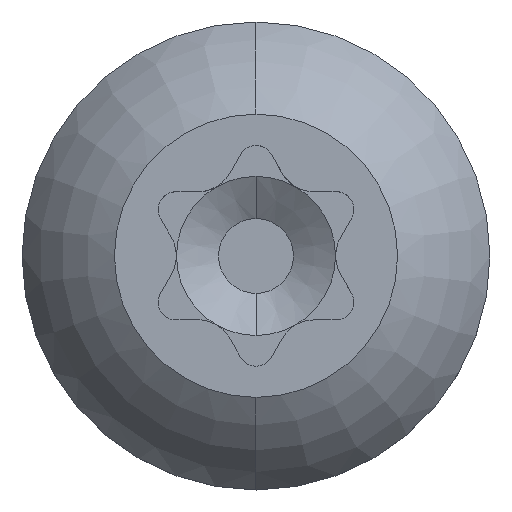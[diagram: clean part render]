
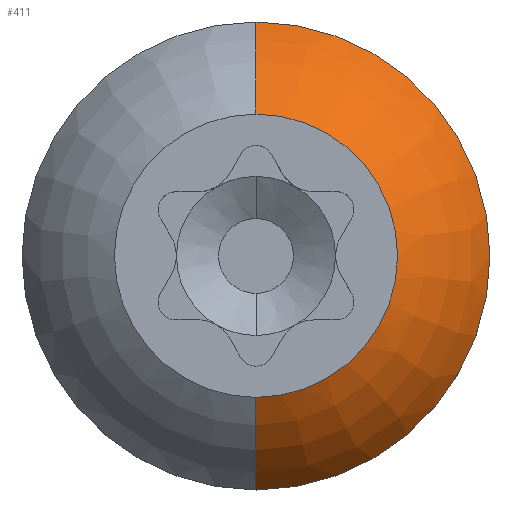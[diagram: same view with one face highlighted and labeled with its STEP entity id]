
A CAD part, top view. The second image highlights one B-rep face of the part: STEP entity #411.
In plain terms, the highlighted toroidal (fillet/blend) face has major radius 0.63 mm and minor radius 10 mm.
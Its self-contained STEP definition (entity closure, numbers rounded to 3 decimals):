
#27 = DIRECTION ( 'NONE',  ( 0., 0., 1. ) ) ;
#32 = DIRECTION ( 'NONE',  ( 0., 0., -1. ) ) ;
#42 = VERTEX_POINT ( 'NONE', #1279 ) ;
#136 = AXIS2_PLACEMENT_3D ( 'NONE', #1625, #791, #162 ) ;
#162 = DIRECTION ( 'NONE',  ( 0., 1., 0. ) ) ;
#219 = ORIENTED_EDGE ( 'NONE', *, *, #1271, .F. ) ;
#321 = DIRECTION ( 'NONE',  ( 0., 1., 0. ) ) ;
#411 = ADVANCED_FACE ( 'NONE', ( #1109 ), #1593, .T. ) ;
#418 = DIRECTION ( 'NONE',  ( 1., 0., 0. ) ) ;
#469 = CIRCLE ( 'NONE', #1702, 10. ) ;
#542 = DIRECTION ( 'NONE',  ( -1., 0., 0. ) ) ;
#574 = AXIS2_PLACEMENT_3D ( 'NONE', #1620, #542, #27 ) ;
#606 = VERTEX_POINT ( 'NONE', #1549 ) ;
#645 = CARTESIAN_POINT ( 'NONE',  ( 0., 0., 2.028 ) ) ;
#659 = CARTESIAN_POINT ( 'NONE',  ( 0., -0.63, -2.59 ) ) ;
#665 = AXIS2_PLACEMENT_3D ( 'NONE', #1378, #1252, #321 ) ;
#671 = ORIENTED_EDGE ( 'NONE', *, *, #945, .F. ) ;
#721 = AXIS2_PLACEMENT_3D ( 'NONE', #645, #1704, #1694 ) ;
#791 = DIRECTION ( 'NONE',  ( 0., 0., 1. ) ) ;
#864 = ORIENTED_EDGE ( 'NONE', *, *, #1227, .T. ) ;
#875 = CIRCLE ( 'NONE', #574, 10. ) ;
#945 = EDGE_CURVE ( 'NONE', #42, #987, #1528, .T. ) ;
#987 = VERTEX_POINT ( 'NONE', #1568 ) ;
#1090 = VERTEX_POINT ( 'NONE', #1331 ) ;
#1109 = FACE_OUTER_BOUND ( 'NONE', #1453, .T. ) ;
#1227 = EDGE_CURVE ( 'NONE', #1090, #987, #469, .T. ) ;
#1252 = DIRECTION ( 'NONE',  ( 0., 0., -1. ) ) ;
#1253 = EDGE_CURVE ( 'NONE', #1090, #606, #1422, .T. ) ;
#1271 = EDGE_CURVE ( 'NONE', #606, #42, #875, .T. ) ;
#1279 = CARTESIAN_POINT ( 'NONE',  ( 0., 9.5, 2.028 ) ) ;
#1331 = CARTESIAN_POINT ( 'NONE',  ( 0., -5.75, 6. ) ) ;
#1378 = CARTESIAN_POINT ( 'NONE',  ( 0., 0., -2.59 ) ) ;
#1422 = CIRCLE ( 'NONE', #136, 5.75 ) ;
#1453 = EDGE_LOOP ( 'NONE', ( #1629, #864, #671, #219 ) ) ;
#1528 = CIRCLE ( 'NONE', #721, 9.5 ) ;
#1549 = CARTESIAN_POINT ( 'NONE',  ( 0., 5.75, 6. ) ) ;
#1568 = CARTESIAN_POINT ( 'NONE',  ( 0., -9.5, 2.028 ) ) ;
#1593 = TOROIDAL_SURFACE ( 'NONE', #665, 0.63, 10. ) ;
#1620 = CARTESIAN_POINT ( 'NONE',  ( 0., 0.63, -2.59 ) ) ;
#1625 = CARTESIAN_POINT ( 'NONE',  ( 0., 0., 6. ) ) ;
#1629 = ORIENTED_EDGE ( 'NONE', *, *, #1253, .F. ) ;
#1694 = DIRECTION ( 'NONE',  ( 0., -1., 0. ) ) ;
#1702 = AXIS2_PLACEMENT_3D ( 'NONE', #659, #418, #32 ) ;
#1704 = DIRECTION ( 'NONE',  ( 0., 0., -1. ) ) ;
